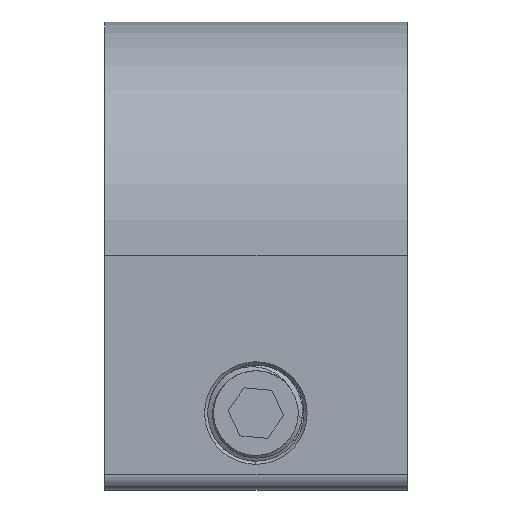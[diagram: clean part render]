
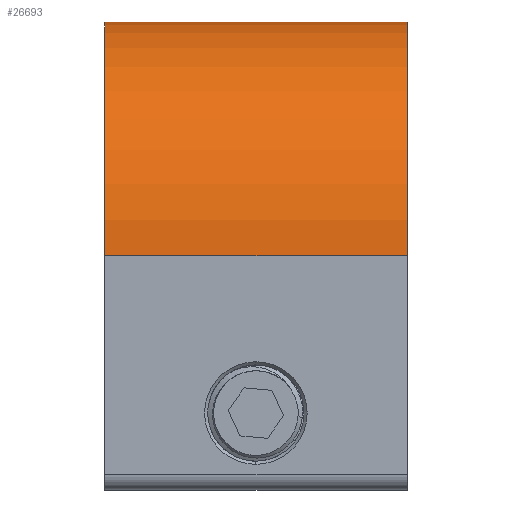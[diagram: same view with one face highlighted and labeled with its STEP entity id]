
A CAD part, left-side view. The second image highlights one B-rep face of the part: STEP entity #26693.
In plain terms, the highlighted cylindrical face has radius 22.86 mm (diameter 45.72 mm), a partial arc.
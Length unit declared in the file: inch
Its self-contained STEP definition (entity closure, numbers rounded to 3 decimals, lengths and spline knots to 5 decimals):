
#2857 = AXIS2_PLACEMENT_3D ( 'NONE', #22271, #32275, #7733 ) ;
#4014 = B_SPLINE_CURVE_WITH_KNOTS ( 'NONE', 3,
 ( #30307, #30194, #14970, #7643 ),
 .UNSPECIFIED., .F., .F.,
 ( 4, 4 ),
 ( 0., 1. ),
 .UNSPECIFIED. ) ;
#4082 = VERTEX_POINT ( 'NONE', #26811 ) ;
#5108 = ORIENTED_EDGE ( 'NONE', *, *, #14709, .F. ) ;
#5345 = EDGE_CURVE ( 'NONE', #23791, #30454, #14086, .T. ) ;
#5511 = DIRECTION ( 'NONE',  ( 0., 1., 0. ) ) ;
#7175 = ORIENTED_EDGE ( 'NONE', *, *, #5345, .T. ) ;
#7643 = CARTESIAN_POINT ( 'NONE',  ( -1.39996, 0., 0. ) ) ;
#7733 = DIRECTION ( 'NONE',  ( 0., 0., -1. ) ) ;
#8482 = VERTEX_POINT ( 'NONE', #32303 ) ;
#13220 = ORIENTED_EDGE ( 'NONE', *, *, #18217, .F. ) ;
#14086 = LINE ( 'NONE', #20501, #19588 ) ;
#14245 = EDGE_CURVE ( 'NONE', #8482, #30454, #28604, .T. ) ;
#14488 = DIRECTION ( 'NONE',  ( 0., -1., 0. ) ) ;
#14709 = EDGE_CURVE ( 'NONE', #23791, #4082, #29597, .T. ) ;
#14970 = CARTESIAN_POINT ( 'NONE',  ( -1.4, -0.39367, 0. ) ) ;
#15286 = DIRECTION ( 'NONE',  ( 0., 0., -1. ) ) ;
#16357 = FACE_OUTER_BOUND ( 'NONE', #22720, .T. ) ;
#17727 = ORIENTED_EDGE ( 'NONE', *, *, #14245, .F. ) ;
#18217 = EDGE_CURVE ( 'NONE', #4082, #8482, #4014, .T. ) ;
#19293 = DIRECTION ( 'NONE',  ( 0., 0., -1. ) ) ;
#19588 = VECTOR ( 'NONE', #5511, 39.37008 ) ;
#20501 = CARTESIAN_POINT ( 'NONE',  ( -0.5, -1.181, 0.9125 ) ) ;
#20531 = CARTESIAN_POINT ( 'NONE',  ( -0.5, 0., 0.0125 ) ) ;
#21910 = CARTESIAN_POINT ( 'NONE',  ( -0.5, -1.181, 0.9125 ) ) ;
#22132 = AXIS2_PLACEMENT_3D ( 'NONE', #20531, #27796, #15286 ) ;
#22271 = CARTESIAN_POINT ( 'NONE',  ( -0.5, 0., 0.0125 ) ) ;
#22720 = EDGE_LOOP ( 'NONE', ( #17727, #13220, #5108, #7175 ) ) ;
#23791 = VERTEX_POINT ( 'NONE', #21910 ) ;
#24007 = CYLINDRICAL_SURFACE ( 'NONE', #2857, 0.9 ) ;
#26106 = AXIS2_PLACEMENT_3D ( 'NONE', #31920, #14488, #19293 ) ;
#26425 = CARTESIAN_POINT ( 'NONE',  ( -0.5, 0., 0.9125 ) ) ;
#26693 = ADVANCED_FACE ( 'NONE', ( #16357 ), #24007, .T. ) ;
#26811 = CARTESIAN_POINT ( 'NONE',  ( -1.39996, -1.181, 0. ) ) ;
#27796 = DIRECTION ( 'NONE',  ( 0., 1., 0. ) ) ;
#28604 = CIRCLE ( 'NONE', #22132, 0.9 ) ;
#29597 = CIRCLE ( 'NONE', #26106, 0.9 ) ;
#30194 = CARTESIAN_POINT ( 'NONE',  ( -1.4, -0.78733, 0. ) ) ;
#30307 = CARTESIAN_POINT ( 'NONE',  ( -1.39996, -1.181, 0. ) ) ;
#30454 = VERTEX_POINT ( 'NONE', #26425 ) ;
#31920 = CARTESIAN_POINT ( 'NONE',  ( -0.5, -1.181, 0.0125 ) ) ;
#32275 = DIRECTION ( 'NONE',  ( 0., -1., 0. ) ) ;
#32303 = CARTESIAN_POINT ( 'NONE',  ( -1.39996, 0., 0. ) ) ;
